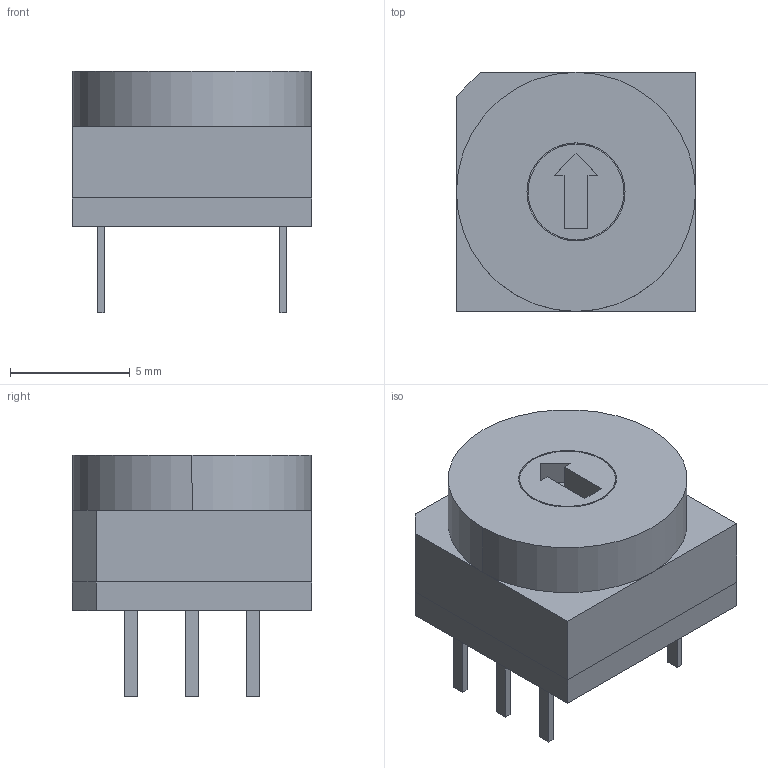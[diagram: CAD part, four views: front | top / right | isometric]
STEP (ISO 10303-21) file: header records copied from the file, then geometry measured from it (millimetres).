
FILE_DESCRIPTION((''),'2;1');
FILE_NAME('SW_APEM_PT65103.stp','2014-06-18T14:21:36',(''),(''),'Mechanical Desktop 2011','Mechanical Desktop 2011',', , ');
FILE_SCHEMA(('AUTOMOTIVE_DESIGN { 1 2 10303 214 1 1 1 1 }'));
Length unit declared in the file: millimetre
Products named in the file (1): Product
Bounding box: 10 x 10 x 10.1 mm (x, y, z)
Volume: 597.4 mm3; surface area: 914.9 mm2
Topology: 10 solids, 10 shells, 69 faces, 141 edges, 94 vertices
Faces by surface type: plane 63, cylinder 6
Entity records: 1844 total; most frequent: CARTESIAN_POINT 305, DIRECTION 293, ORIENTED_EDGE 282, EDGE_CURVE 141, VECTOR 129, LINE 129, VERTEX_POINT 94, AXIS2_PLACEMENT_3D 82
